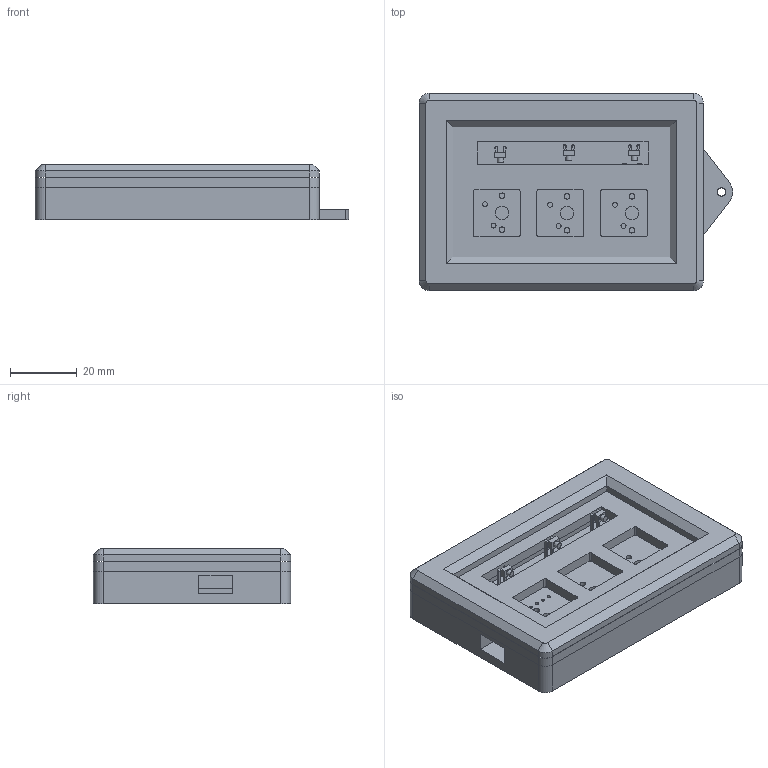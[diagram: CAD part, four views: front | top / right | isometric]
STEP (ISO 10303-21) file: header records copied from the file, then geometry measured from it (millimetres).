
FILE_DESCRIPTION(/* description */ (''),/* implementation_level */ '2;1');
FILE_NAME(/* name */ 'full thing.step',/* time_stamp */ '2024-10-24T21:50:00-04:00',/* author */ (''),/* organization */ (''),/* preprocessor_version */ 'ST-DEVELOPER v20',/* originating_system */ 'Autodesk Translation Framework v13.20.0.188',/* authorisation */ '');
FILE_SCHEMA (('AUTOMOTIVE_DESIGN { 1 0 10303 214 3 1 1 }'));
Length unit declared in the file: millimetre
Products named in the file (11): Untitled; Hackpad 1; R_Axial_DIN0207_L6.3mm_D2.5mm_P7.62mm_Horizontal; R_Axial_DIN0207_L6.3mm_D2.5mm_P7.62mm_Horizontal_1; LED_D1.8mm_W1.8mm_H2.4mm_Horizontal_O1.27mm_Z8.2mm; LED_D1.8mm_W1.8mm_H2.4mm_Horizontal_O1.27mm_Z8.2mm_1; LED_D1.8mm_W1.8mm_H2.4mm_Horizontal_O1.27mm_Z8.2mm_2; LED_D1.8mm_W1.8mm_H2.4mm_Horizontal_O1.27mm_Z8.2mm_3; R_Axial_DIN0207_L6.3mm_D2.5mm_P7.62mm_Horizontal_2; R_Axial_DIN0207_L63mm_D25mm_P762mm_Horizontal; Hackpad_PCB
Assembly tree (14 placements, depth 4):
  Untitled
    Hackpad 1
      R_Axial_DIN0207_L6.3mm_D2.5mm_P7.62mm_Horizontal
        R_Axial_DIN0207_L63mm_D25mm_P762mm_Horizontal
      R_Axial_DIN0207_L6.3mm_D2.5mm_P7.62mm_Horizontal_1
        R_Axial_DIN0207_L63mm_D25mm_P762mm_Horizontal
      LED_D1.8mm_W1.8mm_H2.4mm_Horizontal_O1.27mm_Z8.2mm
        LED_D1.8mm_W1.8mm_H2.4mm_Horizontal_O1.27mm_Z8.2mm_3
      LED_D1.8mm_W1.8mm_H2.4mm_Horizontal_O1.27mm_Z8.2mm_1
        LED_D1.8mm_W1.8mm_H2.4mm_Horizontal_O1.27mm_Z8.2mm_3
      LED_D1.8mm_W1.8mm_H2.4mm_Horizontal_O1.27mm_Z8.2mm_2
        LED_D1.8mm_W1.8mm_H2.4mm_Horizontal_O1.27mm_Z8.2mm_3
      R_Axial_DIN0207_L6.3mm_D2.5mm_P7.62mm_Horizontal_2
        R_Axial_DIN0207_L63mm_D25mm_P762mm_Horizontal
      Hackpad_PCB
Bounding box: 93.74 x 59 x 16.7 mm (x, y, z)
Volume: 55758.8 mm3; surface area: 36925.9 mm2
Topology: 11 solids, 11 shells, 286 faces, 672 edges, 430 vertices
Faces by surface type: plane 177, cylinder 93, bspline 6, torus 6, cone 4
Full cylindrical faces by diameter (mm): 0.6 x6, 0.8 x6, 0.9 x6, 1 x14, 1.5 x6, 1.7 x6, 1.8 x3, 2.25 x3, 2.5 x7, 2.9 x8, 4 x3
Entity records: 6732 total; most frequent: CARTESIAN_POINT 1399, DIRECTION 1086, ORIENTED_EDGE 968, EDGE_CURVE 484, AXIS2_PLACEMENT_3D 389, VERTEX_POINT 314, EDGE_LOOP 312, LINE 308
